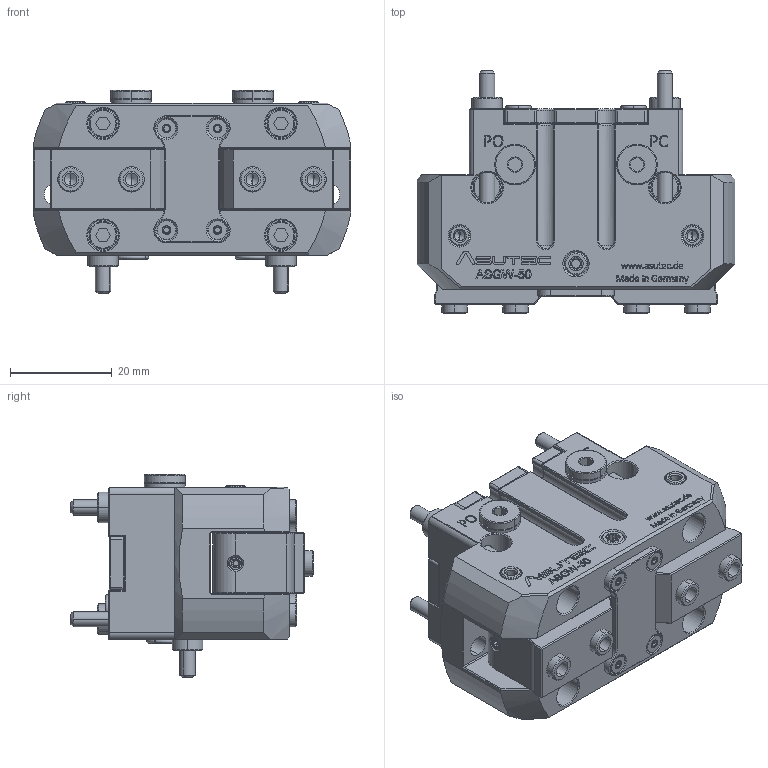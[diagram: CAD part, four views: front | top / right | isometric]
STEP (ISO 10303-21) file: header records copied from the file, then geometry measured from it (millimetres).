
FILE_DESCRIPTION (( 'STEP AP214' ), '1' );
FILE_NAME ('ASUTEC_ASGW-50.STEP', '2021-08-06T13:28:48', ( '' ), ( '' ), 'SwSTEP 2.0', 'SolidWorks 2020', '' );
FILE_SCHEMA (( 'AUTOMOTIVE_DESIGN' ));
Length unit declared in the file: millimetre
Products named in the file (1): ASUTEC_ASGW-50
Bounding box: 62.5 x 47.75 x 40 mm (x, y, z)
Volume: 49464.8 mm3; surface area: 25672.8 mm2
Topology: 4 solids, 25 shells, 2568 faces, 6412 edges, 4013 vertices
Faces by surface type: plane 809, cylinder 715, cone 521, bspline 423, torus 100
Entity records: 115644 total; most frequent: CARTESIAN_POINT 46075, ORIENTED_EDGE 12752, DIRECTION 10445, EDGE_CURVE 6376, VERTEX_POINT 4013, AXIS2_PLACEMENT_3D 3703, VECTOR 3039, LINE 3039
